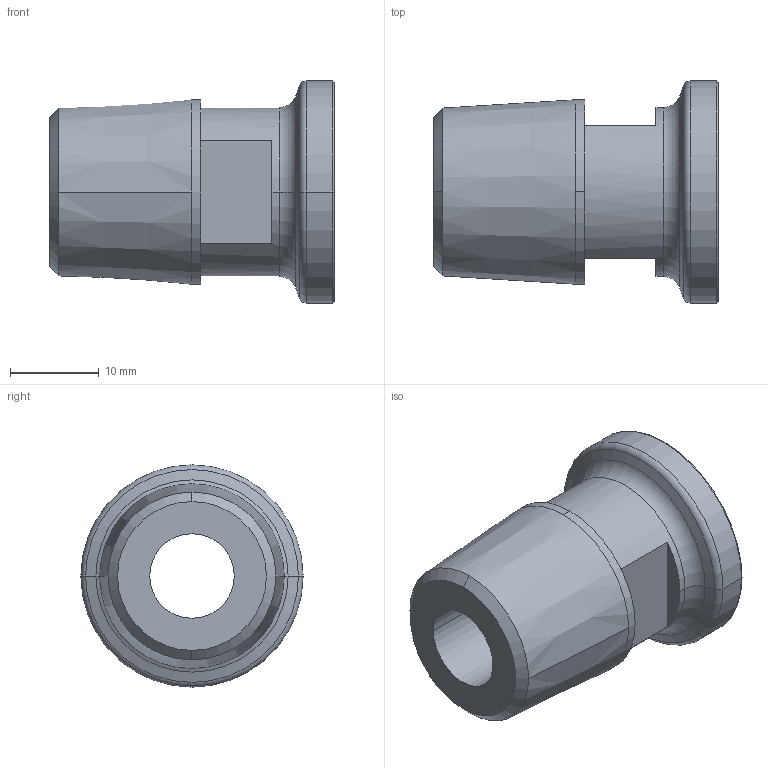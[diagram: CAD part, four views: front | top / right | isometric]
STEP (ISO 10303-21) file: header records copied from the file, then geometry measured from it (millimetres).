
FILE_DESCRIPTION (( 'STEP AP214' ), '1' );
FILE_NAME ('AM.NPT.050.050.STEP', '2021-02-24T12:59:25', ( '' ), ( '' ), 'SwSTEP 2.0', 'SolidWorks 2020', '' );
FILE_SCHEMA (( 'AUTOMOTIVE_DESIGN' ));
Length unit declared in the file: millimetre
Products named in the file (1): AM.NPT.050.050
Bounding box: 32 x 25 x 25 mm (x, y, z)
Volume: 7460.6 mm3; surface area: 3913 mm2
Topology: 1 solids, 1 shells, 38 faces, 84 edges, 50 vertices
Faces by surface type: torus 12, cylinder 10, cone 8, plane 8
Entity records: 1100 total; most frequent: DIRECTION 220, CARTESIAN_POINT 173, ORIENTED_EDGE 168, AXIS2_PLACEMENT_3D 97, EDGE_CURVE 84, CIRCLE 58, VERTEX_POINT 50, EDGE_LOOP 42
